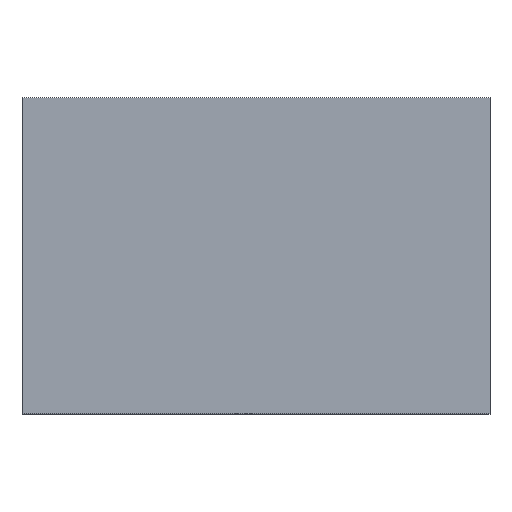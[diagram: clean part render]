
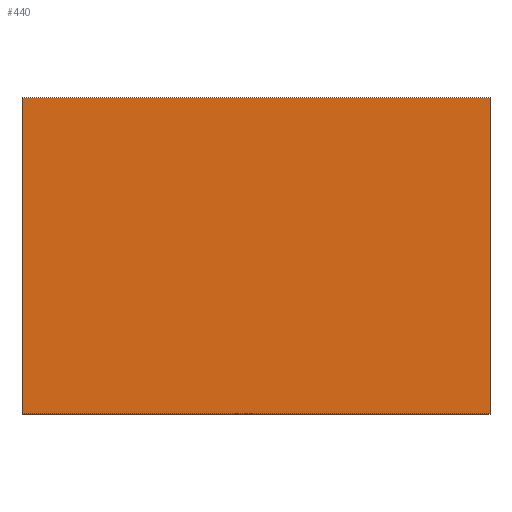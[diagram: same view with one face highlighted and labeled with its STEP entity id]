
A CAD part, top view. The second image highlights one B-rep face of the part: STEP entity #440.
In plain terms, the highlighted planar face has unit normal (0, 0, 1).
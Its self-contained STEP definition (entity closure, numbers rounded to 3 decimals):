
#432=AXIS2_PLACEMENT_3D('Plane Axis2P3D',#429,#430,#431) ;
#256=CARTESIAN_POINT('Vertex',(0.,5.2,2.373)) ;
#263=CARTESIAN_POINT('Vertex',(0.,0.,2.373)) ;
#266=CARTESIAN_POINT('Line Origine',(0.,2.6,2.373)) ;
#283=CARTESIAN_POINT('Line Origine',(3.85,5.2,2.373)) ;
#287=CARTESIAN_POINT('Vertex',(7.7,5.2,2.373)) ;
#307=CARTESIAN_POINT('Line Origine',(7.7,2.6,2.373)) ;
#311=CARTESIAN_POINT('Vertex',(7.7,0.,2.373)) ;
#331=CARTESIAN_POINT('Line Origine',(3.85,0.,2.373)) ;
#429=CARTESIAN_POINT('Axis2P3D Location',(5.075,5.2,2.373)) ;
#267=DIRECTION('Vector Direction',(0.,-1.,0.)) ;
#284=DIRECTION('Vector Direction',(-1.,0.,0.)) ;
#308=DIRECTION('Vector Direction',(0.,-1.,0.)) ;
#332=DIRECTION('Vector Direction',(-1.,0.,0.)) ;
#430=DIRECTION('Axis2P3D Direction',(0.,0.,-1.)) ;
#431=DIRECTION('Axis2P3D XDirection',(0.,-1.,0.)) ;
#268=VECTOR('Line Direction',#267,1.) ;
#285=VECTOR('Line Direction',#284,1.) ;
#309=VECTOR('Line Direction',#308,1.) ;
#333=VECTOR('Line Direction',#332,1.) ;
#435=ORIENTED_EDGE('',*,*,#270,.T.) ;
#436=ORIENTED_EDGE('',*,*,#335,.F.) ;
#437=ORIENTED_EDGE('',*,*,#313,.F.) ;
#438=ORIENTED_EDGE('',*,*,#289,.T.) ;
#440=ADVANCED_FACE('S3D',(#439),#433,.F.) ;
#270=EDGE_CURVE('',#257,#264,#269,.T.) ;
#289=EDGE_CURVE('',#288,#257,#286,.T.) ;
#313=EDGE_CURVE('',#288,#312,#310,.T.) ;
#335=EDGE_CURVE('',#312,#264,#334,.T.) ;
#434=EDGE_LOOP('',(#435,#436,#437,#438)) ;
#439=FACE_OUTER_BOUND('',#434,.T.) ;
#269=LINE('Line',#266,#268) ;
#286=LINE('Line',#283,#285) ;
#310=LINE('Line',#307,#309) ;
#334=LINE('Line',#331,#333) ;
#433=PLANE('',#432) ;
#257=VERTEX_POINT('',#256) ;
#264=VERTEX_POINT('',#263) ;
#288=VERTEX_POINT('',#287) ;
#312=VERTEX_POINT('',#311) ;
